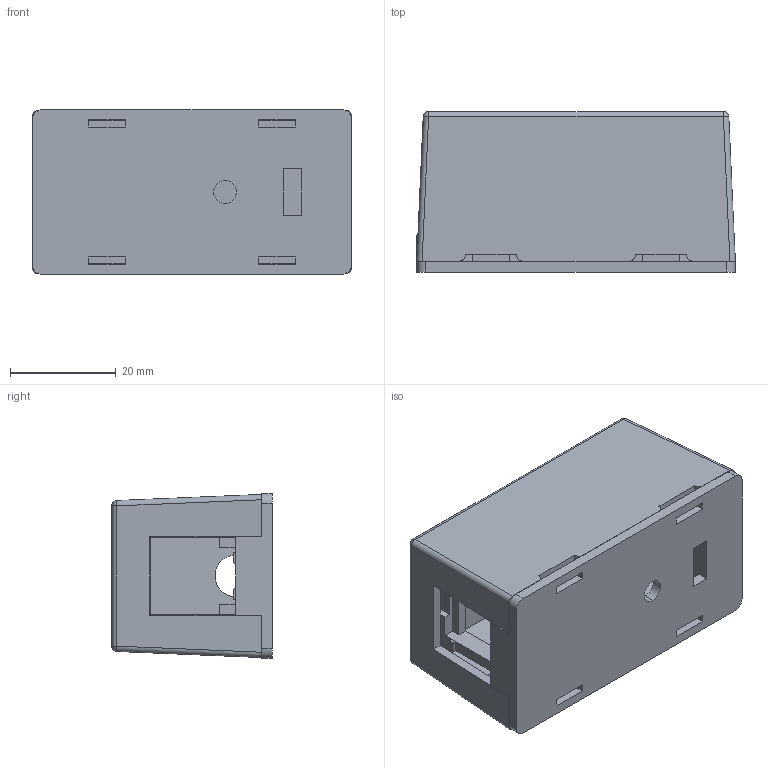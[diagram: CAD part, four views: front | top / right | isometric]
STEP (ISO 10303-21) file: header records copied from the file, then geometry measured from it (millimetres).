
FILE_DESCRIPTION (( 'STEP AP203' ), '1' );
FILE_NAME ('SMB01K.STEP', '2006-08-03T19:30:51', ( ' ' ), ( ' ' ), 'SwSTEP 2.0', 'SolidWorks 2005354', '' );
FILE_SCHEMA (( 'CONFIG_CONTROL_DESIGN' ));
Length unit declared in the file: inch
Products named in the file (4): SMB01K-MA2; SMB01K-MA3; SMB01K-MA1; SMB01K
Assembly tree (3 placements, depth 2):
  SMB01K
    SMB01K-MA2
    SMB01K-MA3
    SMB01K-MA1
Bounding box: 60.25 x 30.33 x 31.09 mm (x, y, z)
Volume: 16972 mm3; surface area: 20678 mm2
Topology: 3 solids, 3 shells, 232 faces, 655 edges, 424 vertices
Faces by surface type: plane 176, cylinder 35, bspline 17, sphere 4
Entity records: 9073 total; most frequent: CARTESIAN_POINT 2834, ORIENTED_EDGE 1302, DIRECTION 1061, EDGE_CURVE 651, VECTOR 555, LINE 555, VERTEX_POINT 424, AXIS2_PLACEMENT_3D 253
